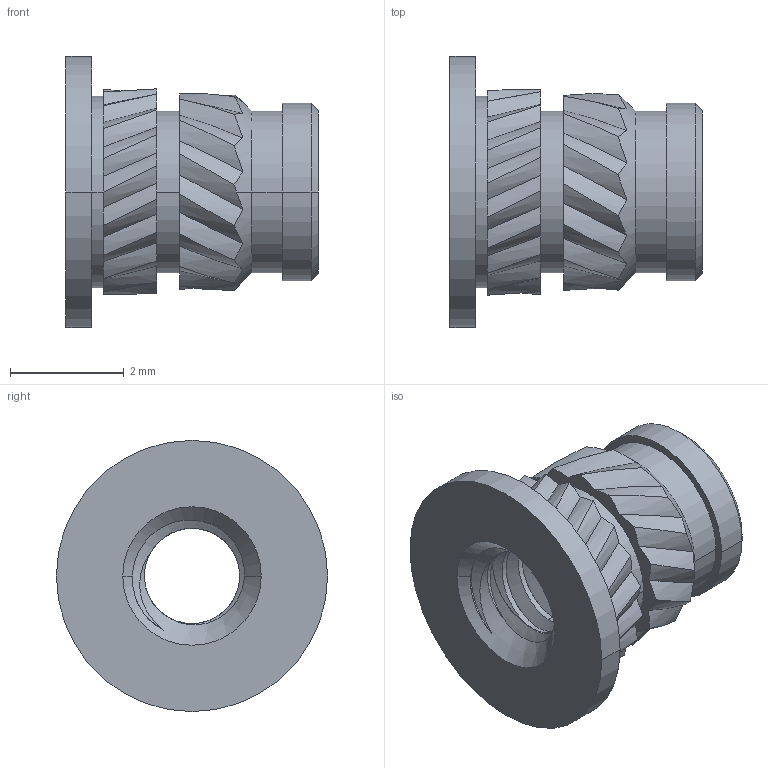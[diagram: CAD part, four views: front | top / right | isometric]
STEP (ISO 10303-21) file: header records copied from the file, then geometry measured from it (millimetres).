
FILE_DESCRIPTION((''),'2;1');
FILE_NAME('001_HC_SERIES_ASM','2023-11-26T16:05:18',('Administrator'),(''),'CREO PARAMETRIC BY PTC INC, 2019292','CREO PARAMETRIC BY PTC INC, 2019292','');
FILE_SCHEMA(('AUTOMOTIVE_DESIGN { 1 0 10303 214 1 1 1 1 }'));
Length unit declared in the file: inch
Products named in the file (4): 1; 2; 3; 001_HC_SERIES_ASM
Assembly tree (3 placements, depth 2):
  001_HC_SERIES_ASM
    1
    2
    3
Bounding box: 4.45 x 4.78 x 4.78 mm (x, y, z)
Volume: 27.5 mm3; surface area: 160.7 mm2
Topology: 5 solids, 5 shells, 142 faces, 399 edges, 287 vertices
Faces by surface type: bspline 95, cylinder 27, plane 12, cone 8
Entity records: 11549 total; most frequent: CARTESIAN_POINT 7117, ORIENTED_EDGE 764, PRESENTATION_STYLE_ASSIGNMENT 408, STYLED_ITEM 408, CURVE_STYLE 403, EDGE_CURVE 382, B_SPLINE_CURVE_WITH_KNOTS 300, DIRECTION 265
